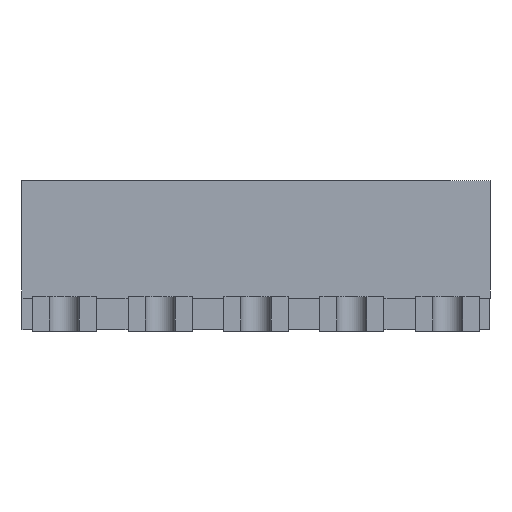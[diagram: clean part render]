
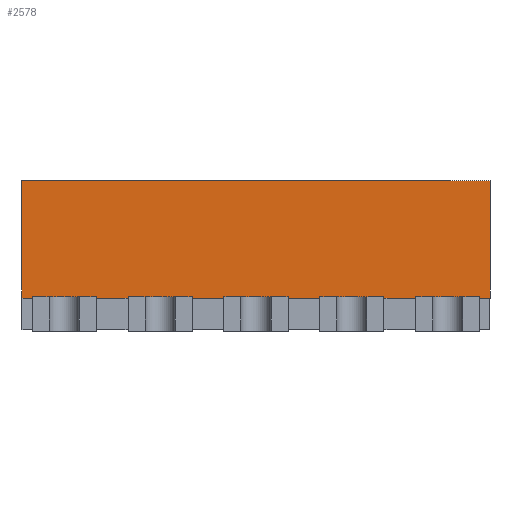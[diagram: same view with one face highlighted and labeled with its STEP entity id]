
A CAD part, front view. The second image highlights one B-rep face of the part: STEP entity #2578.
In plain terms, the highlighted planar face has unit normal (0, -1, 0).
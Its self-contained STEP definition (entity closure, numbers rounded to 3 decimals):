
#63=FACE_OUTER_BOUND('',#191,.T.);
#191=EDGE_LOOP('',(#1708,#1709,#1710,#1711));
#303=LINE('',#3451,#649);
#349=LINE('',#3552,#695);
#351=LINE('',#3556,#697);
#352=LINE('',#3557,#698);
#649=VECTOR('',#2840,760.);
#695=VECTOR('',#2904,800.);
#697=VECTOR('',#2908,760.);
#698=VECTOR('',#2909,800.);
#995=VERTEX_POINT('',#3448);
#996=VERTEX_POINT('',#3450);
#1042=VERTEX_POINT('',#3550);
#1043=VERTEX_POINT('',#3555);
#1254=EDGE_CURVE('',#995,#996,#303,.T.);
#1301=EDGE_CURVE('',#995,#1042,#349,.T.);
#1303=EDGE_CURVE('',#1042,#1043,#351,.T.);
#1304=EDGE_CURVE('',#996,#1043,#352,.T.);
#1708=ORIENTED_EDGE('',*,*,#1303,.T.);
#1709=ORIENTED_EDGE('',*,*,#1304,.F.);
#1710=ORIENTED_EDGE('',*,*,#1254,.F.);
#1711=ORIENTED_EDGE('',*,*,#1301,.T.);
#2363=PLANE('',#2714);
#2578=ADVANCED_FACE('',(#63),#2363,.F.);
#2714=AXIS2_PLACEMENT_3D('',#3554,#2906,#2907);
#2840=DIRECTION('',(1.,0.,0.));
#2904=DIRECTION('',(0.,0.,-1.));
#2906=DIRECTION('center_axis',(0.,1.,0.));
#2907=DIRECTION('ref_axis',(0.,0.,1.));
#2908=DIRECTION('',(1.,0.,0.));
#2909=DIRECTION('',(0.,0.,-1.));
#3448=CARTESIAN_POINT('',(-4.665,-16.15,3.));
#3450=CARTESIAN_POINT('',(4.759,-16.15,3.));
#3451=CARTESIAN_POINT('',(4.759,-16.15,3.));
#3550=CARTESIAN_POINT('',(-4.665,-16.15,0.64));
#3552=CARTESIAN_POINT('',(-4.665,-16.15,3.));
#3554=CARTESIAN_POINT('Origin',(4.759,-16.15,3.));
#3555=CARTESIAN_POINT('',(4.759,-16.15,0.64));
#3556=CARTESIAN_POINT('',(4.759,-16.15,0.64));
#3557=CARTESIAN_POINT('',(4.759,-16.15,3.));
